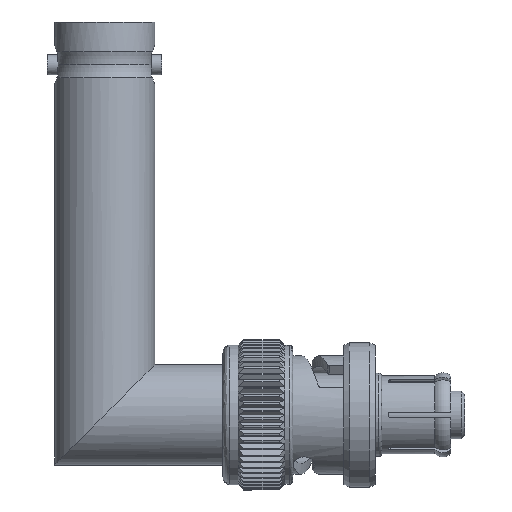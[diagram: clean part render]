
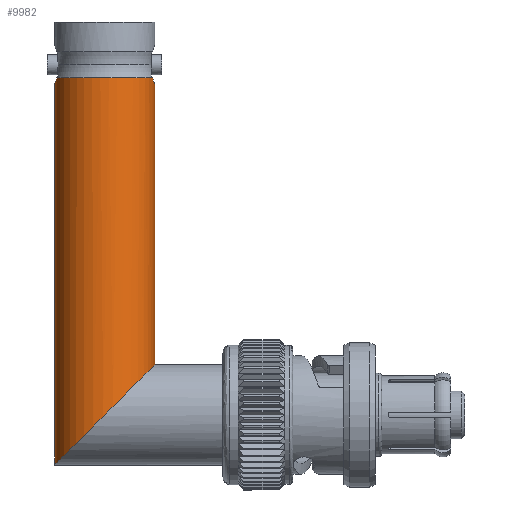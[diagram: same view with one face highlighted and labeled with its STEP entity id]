
A CAD part, left-side view. The second image highlights one B-rep face of the part: STEP entity #9982.
In plain terms, the highlighted cylindrical face has radius 4.826 mm (diameter 9.652 mm), a partial arc.
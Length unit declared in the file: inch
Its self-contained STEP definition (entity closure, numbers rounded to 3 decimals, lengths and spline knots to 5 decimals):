
#40 = VERTEX_POINT ( 'NONE', #13179 ) ;
#59 = DIRECTION ( 'NONE',  ( 0., 0., 1. ) ) ;
#252 = CARTESIAN_POINT ( 'NONE',  ( -0.01062, -0.18977, -0.23668 ) ) ;
#633 = ORIENTED_EDGE ( 'NONE', *, *, #10090, .T. ) ;
#937 = CARTESIAN_POINT ( 'NONE',  ( -0.0559, 0.18159, -0.21225 ) ) ;
#939 = CARTESIAN_POINT ( 'NONE',  ( -0.38, 0.19, -1.68 ) ) ;
#984 = CARTESIAN_POINT ( 'NONE',  ( -0.03557, 0.1867, -0.22849 ) ) ;
#1280 = CARTESIAN_POINT ( 'NONE',  ( -0.0524, -0.18267, -0.21616 ) ) ;
#1954 = VERTEX_POINT ( 'NONE', #3920 ) ;
#2124 = CARTESIAN_POINT ( 'NONE',  ( -0.04855, 0.18374, -0.21965 ) ) ;
#2240 = CARTESIAN_POINT ( 'NONE',  ( 0., 0., 0. ) ) ;
#2582 = VERTEX_POINT ( 'NONE', #8943 ) ;
#2645 = VECTOR ( 'NONE', #7415, 39.37008 ) ;
#3116 = CARTESIAN_POINT ( 'NONE',  ( 0., 0., -0.21225 ) ) ;
#3166 = ORIENTED_EDGE ( 'NONE', *, *, #9416, .T. ) ;
#3215 = CARTESIAN_POINT ( 'NONE',  ( -0.38, -0.19, -1.3 ) ) ;
#3510 = CARTESIAN_POINT ( 'NONE',  ( -0.00528, -0.19, -0.23725 ) ) ;
#3920 = CARTESIAN_POINT ( 'NONE',  ( 0., 0.19, -1.68 ) ) ;
#4062 = EDGE_LOOP ( 'NONE', ( #11357, #3166, #4117, #633, #13029, #12659 ) ) ;
#4117 = ORIENTED_EDGE ( 'NONE', *, *, #4943, .T. ) ;
#4333 = CARTESIAN_POINT ( 'NONE',  ( -0.00529, 0.19, -0.23725 ) ) ;
#4520 = LINE ( 'NONE', #11073, #9199 ) ;
#4715 = LINE ( 'NONE', #14021, #2645 ) ;
#4943 = EDGE_CURVE ( 'NONE', #13210, #8085, #4520, .T. ) ;
#5295 = DIRECTION ( 'NONE',  ( 0., 0., 1. ) ) ;
#5378 = AXIS2_PLACEMENT_3D ( 'NONE', #3116, #5295, #10759 ) ;
#5391 = CARTESIAN_POINT ( 'NONE',  ( -0.02102, 0.18891, -0.23444 ) ) ;
#5588 = CARTESIAN_POINT ( 'NONE',  ( 0., -0.19, -1.3 ) ) ;
#5609 = DIRECTION ( 'NONE',  ( 0., 0., 1. ) ) ;
#5630 = FACE_OUTER_BOUND ( 'NONE', #4062, .T. ) ;
#5746 = CARTESIAN_POINT ( 'NONE',  ( -0.02099, -0.18891, -0.23445 ) ) ;
#6136 = B_SPLINE_CURVE_WITH_KNOTS ( 'NONE', 3,
 ( #6811, #3510, #252, #5746, #7929, #11157, #6763, #9141, #1280, #13455 ),
 .UNSPECIFIED., .F., .F.,
 ( 4, 2, 2, 2, 4 ),
 ( 0.00161, 0.00202, 0.00242, 0.00282, 0.00322 ),
 .UNSPECIFIED. ) ;
#6461 = CARTESIAN_POINT ( 'NONE',  ( -0.04017, 0.18576, -0.2258 ) ) ;
#6492 = EDGE_CURVE ( 'NONE', #2582, #9414, #10361, .T. ) ;
#6589 = CARTESIAN_POINT ( 'NONE',  ( 0., -0.19, -0.23725 ) ) ;
#6716 = DIRECTION ( 'NONE',  ( 0., -1., 0. ) ) ;
#6763 = CARTESIAN_POINT ( 'NONE',  ( -0.04014, -0.18576, -0.22581 ) ) ;
#6811 = CARTESIAN_POINT ( 'NONE',  ( 0., -0.19, -0.23725 ) ) ;
#7415 = DIRECTION ( 'NONE',  ( 0., 0., 1. ) ) ;
#7576 = CARTESIAN_POINT ( 'NONE',  ( -0.0524, 0.18267, -0.21617 ) ) ;
#7602 = B_SPLINE_CURVE_WITH_KNOTS ( 'NONE', 3,
 ( #937, #7576, #2124, #6461, #984, #9709, #5391, #8648, #4333, #8699 ),
 .UNSPECIFIED., .F., .F.,
 ( 4, 2, 2, 2, 4 ),
 ( 0., 0.0004, 0.00081, 0.00121, 0.00161 ),
 .UNSPECIFIED. ) ;
#7929 = CARTESIAN_POINT ( 'NONE',  ( -0.02598, -0.18828, -0.2328 ) ) ;
#8064 = CYLINDRICAL_SURFACE ( 'NONE', #8146, 0.19 ) ;
#8085 = VERTEX_POINT ( 'NONE', #6589 ) ;
#8146 = AXIS2_PLACEMENT_3D ( 'NONE', #2240, #59, #6716 ) ;
#8596 = CARTESIAN_POINT ( 'NONE',  ( 0., -0.19, -1.3 ) ) ;
#8648 = CARTESIAN_POINT ( 'NONE',  ( -0.01064, 0.18977, -0.23668 ) ) ;
#8649 = CARTESIAN_POINT ( 'NONE',  ( 0., 0.19, -1.68 ) ) ;
#8699 = CARTESIAN_POINT ( 'NONE',  ( 0., 0.19, -0.23725 ) ) ;
#8943 = CARTESIAN_POINT ( 'NONE',  ( -0.0559, 0.18159, -0.21225 ) ) ;
#9141 = CARTESIAN_POINT ( 'NONE',  ( -0.04852, -0.18375, -0.21967 ) ) ;
#9199 = VECTOR ( 'NONE', #5609, 39.37008 ) ;
#9414 = VERTEX_POINT ( 'NONE', #9665 ) ;
#9416 = EDGE_CURVE ( 'NONE', #1954, #13210, #12979, .T. ) ;
#9665 = CARTESIAN_POINT ( 'NONE',  ( -0.0559, -0.18159, -0.21225 ) ) ;
#9709 = CARTESIAN_POINT ( 'NONE',  ( -0.026, 0.18828, -0.23279 ) ) ;
#9982 = ADVANCED_FACE ( 'NONE', ( #5630 ), #8064, .T. ) ;
#10090 = EDGE_CURVE ( 'NONE', #8085, #9414, #6136, .T. ) ;
#10361 = CIRCLE ( 'NONE', #5378, 0.19 ) ;
#10759 = DIRECTION ( 'NONE',  ( 1., 0., 0. ) ) ;
#11073 = CARTESIAN_POINT ( 'NONE',  ( 0., -0.19, 0. ) ) ;
#11157 = CARTESIAN_POINT ( 'NONE',  ( -0.03557, -0.1867, -0.22849 ) ) ;
#11341 = EDGE_CURVE ( 'NONE', #2582, #40, #7602, .T. ) ;
#11357 = ORIENTED_EDGE ( 'NONE', *, *, #12329, .F. ) ;
#12329 = EDGE_CURVE ( 'NONE', #1954, #40, #4715, .T. ) ;
#12659 = ORIENTED_EDGE ( 'NONE', *, *, #11341, .T. ) ;
#12979 =( BOUNDED_CURVE ( )  B_SPLINE_CURVE ( 3, ( #8649, #939, #3215, #8596 ),
 .UNSPECIFIED., .F., .F. ) 
 B_SPLINE_CURVE_WITH_KNOTS ( ( 4, 4 ),
 ( 0., 3.14159 ),
 .UNSPECIFIED. ) 
 CURVE ( )  GEOMETRIC_REPRESENTATION_ITEM ( )  RATIONAL_B_SPLINE_CURVE ( ( 1., 0.333, 0.333, 1. ) ) 
 REPRESENTATION_ITEM ( '' )  );
#13029 = ORIENTED_EDGE ( 'NONE', *, *, #6492, .F. ) ;
#13179 = CARTESIAN_POINT ( 'NONE',  ( 0., 0.19, -0.23725 ) ) ;
#13210 = VERTEX_POINT ( 'NONE', #5588 ) ;
#13455 = CARTESIAN_POINT ( 'NONE',  ( -0.0559, -0.18159, -0.21225 ) ) ;
#14021 = CARTESIAN_POINT ( 'NONE',  ( 0., 0.19, 0. ) ) ;
